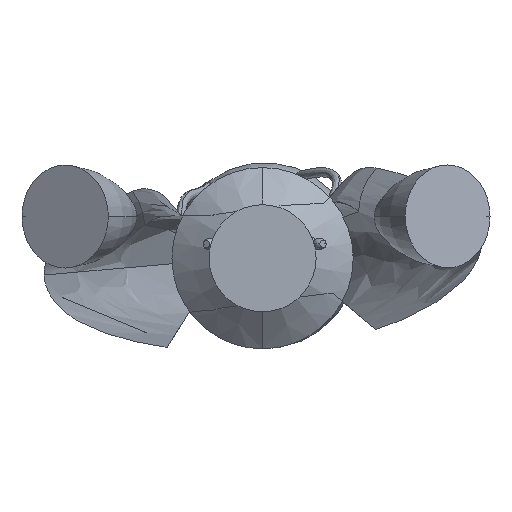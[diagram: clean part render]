
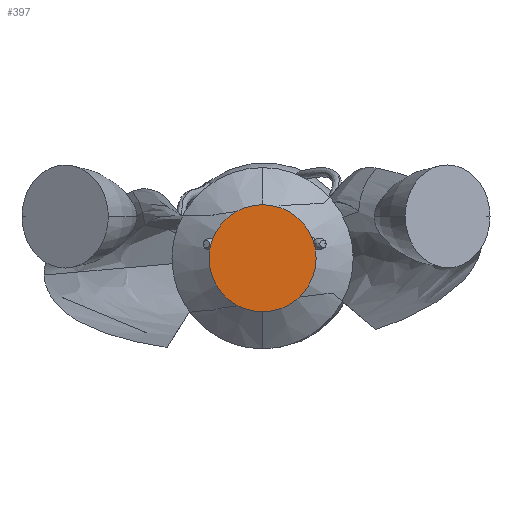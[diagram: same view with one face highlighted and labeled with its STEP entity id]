
A CAD part, front view. The second image highlights one B-rep face of the part: STEP entity #397.
In plain terms, the highlighted face is planar.
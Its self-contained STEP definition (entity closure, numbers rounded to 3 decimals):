
#105 = CARTESIAN_POINT ( 'NONE',  ( -5.269, -347.125, -8.959 ) ) ;
#142 = PLANE ( 'NONE',  #2998 ) ;
#397 = ADVANCED_FACE ( 'NONE', ( #773 ), #142, .T. ) ;
#773 = FACE_OUTER_BOUND ( 'NONE', #3102, .T. ) ;
#855 = AXIS2_PLACEMENT_3D ( 'NONE', #1687, #2552, #5606 ) ;
#1011 = DIRECTION ( 'NONE',  ( 0., -1., 0. ) ) ;
#1052 = EDGE_CURVE ( 'NONE', #2585, #4733, #5615, .T. ) ;
#1408 = ORIENTED_EDGE ( 'NONE', *, *, #1052, .T. ) ;
#1687 = CARTESIAN_POINT ( 'NONE',  ( -16.779, -347.125, -8.959 ) ) ;
#2552 = DIRECTION ( 'NONE',  ( 0., -1., 0. ) ) ;
#2585 = VERTEX_POINT ( 'NONE', #2714 ) ;
#2664 = DIRECTION ( 'NONE',  ( 0., 0., -1. ) ) ;
#2714 = CARTESIAN_POINT ( 'NONE',  ( -16.779, -347.125, 2.55 ) ) ;
#2832 = CARTESIAN_POINT ( 'NONE',  ( -16.779, -347.125, -20.469 ) ) ;
#2998 = AXIS2_PLACEMENT_3D ( 'NONE', #105, #1011, #3220 ) ;
#3102 = EDGE_LOOP ( 'NONE', ( #3623, #1408 ) ) ;
#3121 = DIRECTION ( 'NONE',  ( 0., -1., 0. ) ) ;
#3133 = AXIS2_PLACEMENT_3D ( 'NONE', #3950, #3121, #2664 ) ;
#3220 = DIRECTION ( 'NONE',  ( 0., 0., -1. ) ) ;
#3243 = EDGE_CURVE ( 'NONE', #4733, #2585, #4529, .T. ) ;
#3623 = ORIENTED_EDGE ( 'NONE', *, *, #3243, .T. ) ;
#3950 = CARTESIAN_POINT ( 'NONE',  ( -16.779, -347.125, -8.959 ) ) ;
#4529 = CIRCLE ( 'NONE', #3133, 11.51 ) ;
#4733 = VERTEX_POINT ( 'NONE', #2832 ) ;
#5606 = DIRECTION ( 'NONE',  ( 0., 0., -1. ) ) ;
#5615 = CIRCLE ( 'NONE', #855, 11.51 ) ;
